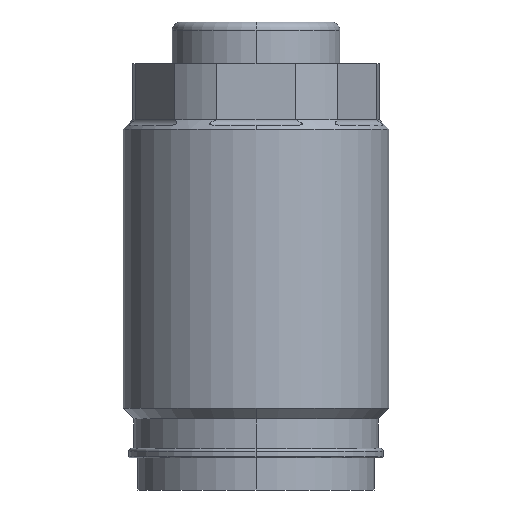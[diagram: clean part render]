
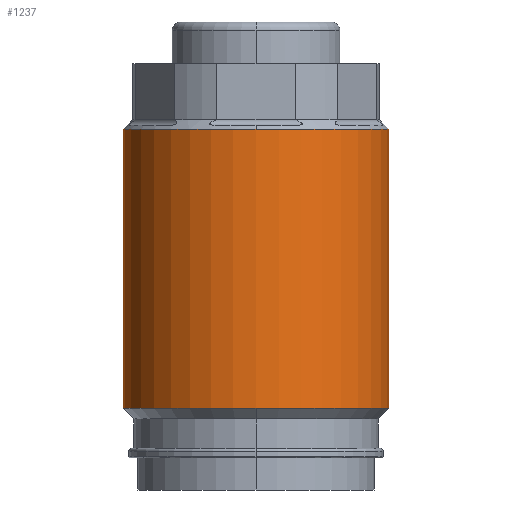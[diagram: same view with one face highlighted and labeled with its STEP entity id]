
A CAD part, front view. The second image highlights one B-rep face of the part: STEP entity #1237.
In plain terms, the highlighted cylindrical face has radius 12.573 mm (diameter 25.146 mm), a partial arc.
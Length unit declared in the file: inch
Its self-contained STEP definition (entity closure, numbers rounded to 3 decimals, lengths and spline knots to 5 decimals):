
#233=CARTESIAN_POINT('',(0.,0.,0.305));
#234=DIRECTION('',(0.,0.,1.));
#235=DIRECTION('',(-1.,0.,0.));
#236=AXIS2_PLACEMENT_3D('',#233,#234,#235);
#243=DIRECTION('',(0.,0.,1.));
#244=VECTOR('',#243,1.04);
#245=CARTESIAN_POINT('',(0.495,0.,0.305));
#246=LINE('',#245,#244);
#265=CARTESIAN_POINT('',(0.,0.,0.305));
#266=DIRECTION('',(0.,0.,1.));
#267=DIRECTION('',(0.,-1.,0.));
#268=AXIS2_PLACEMENT_3D('',#265,#266,#267);
#270=DIRECTION('',(0.,0.,1.));
#271=VECTOR('',#270,1.04);
#272=CARTESIAN_POINT('',(-0.495,0.,0.305));
#273=LINE('',#272,#271);
#294=CARTESIAN_POINT('',(0.,0.,1.345));
#295=DIRECTION('',(0.,0.,1.));
#296=DIRECTION('',(-1.,0.,0.));
#297=AXIS2_PLACEMENT_3D('',#294,#295,#296);
#304=CARTESIAN_POINT('',(0.,0.,1.345));
#305=DIRECTION('',(0.,0.,1.));
#306=DIRECTION('',(0.,-1.,0.));
#307=AXIS2_PLACEMENT_3D('',#304,#305,#306);
#853=CARTESIAN_POINT('',(-0.495,0.,1.345));
#855=VERTEX_POINT('',#853);
#856=CARTESIAN_POINT('',(0.495,0.,1.345));
#857=VERTEX_POINT('',#856);
#858=CARTESIAN_POINT('',(0.,-0.495,1.345));
#859=VERTEX_POINT('',#858);
#893=CARTESIAN_POINT('',(-0.495,0.,0.305));
#895=VERTEX_POINT('',#893);
#896=CARTESIAN_POINT('',(0.495,0.,0.305));
#897=VERTEX_POINT('',#896);
#898=CARTESIAN_POINT('',(0.,-0.495,0.305));
#899=VERTEX_POINT('',#898);
#1222=CARTESIAN_POINT('',(0.,0.,0.));
#1223=DIRECTION('',(0.,0.,1.));
#1224=DIRECTION('',(1.,0.,0.));
#1225=AXIS2_PLACEMENT_3D('',#1222,#1223,#1224);
#1226=CYLINDRICAL_SURFACE('',#1225,0.495);
#1227=ORIENTED_EDGE('',*,*,#1179,.F.);
#1228=ORIENTED_EDGE('',*,*,#1203,.T.);
#1230=ORIENTED_EDGE('',*,*,#1229,.T.);
#1232=ORIENTED_EDGE('',*,*,#1231,.T.);
#1233=ORIENTED_EDGE('',*,*,#1197,.F.);
#1234=ORIENTED_EDGE('',*,*,#1217,.F.);
#1235=EDGE_LOOP('',(#1227,#1228,#1230,#1232,#1233,#1234));
#1236=FACE_OUTER_BOUND('',#1235,.F.);
#1237=ADVANCED_FACE('',(#1236),#1226,.T.);
#237=CIRCLE('',#236,0.495);
#269=CIRCLE('',#268,0.495);
#298=CIRCLE('',#297,0.495);
#308=CIRCLE('',#307,0.495);
#1179=EDGE_CURVE('',#895,#899,#237,.T.);
#1197=EDGE_CURVE('',#897,#857,#246,.T.);
#1203=EDGE_CURVE('',#895,#855,#273,.T.);
#1217=EDGE_CURVE('',#899,#897,#269,.T.);
#1229=EDGE_CURVE('',#855,#859,#298,.T.);
#1231=EDGE_CURVE('',#859,#857,#308,.T.);
